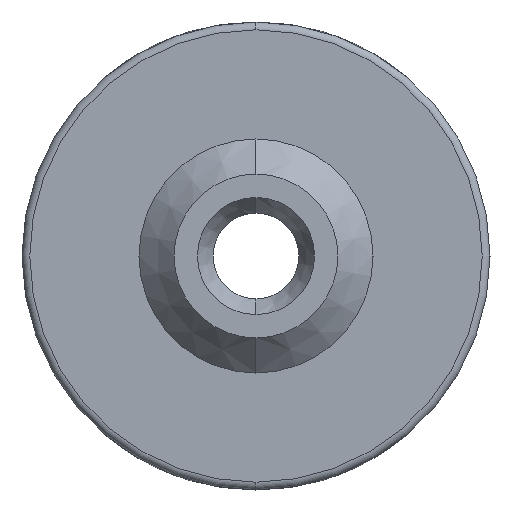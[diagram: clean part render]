
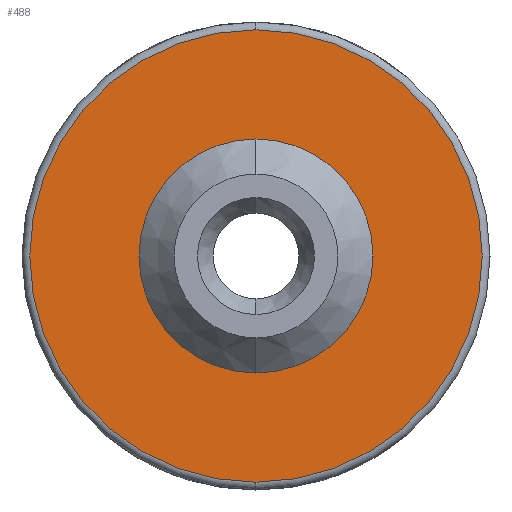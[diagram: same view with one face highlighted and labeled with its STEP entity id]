
A CAD part, left-side view. The second image highlights one B-rep face of the part: STEP entity #488.
In plain terms, the highlighted planar face has unit normal (-1, 0, 0).
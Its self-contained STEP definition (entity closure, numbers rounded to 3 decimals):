
#57 = ORIENTED_EDGE ( 'NONE', *, *, #156, .F. ) ;
#72 = DIRECTION ( 'NONE',  ( 0., 0., 1. ) ) ;
#100 = CIRCLE ( 'NONE', #297, 2.6 ) ;
#119 = DIRECTION ( 'NONE',  ( 0., 0., 1. ) ) ;
#120 = VERTEX_POINT ( 'NONE', #252 ) ;
#156 = EDGE_CURVE ( 'NONE', #904, #120, #625, .T. ) ;
#164 = ORIENTED_EDGE ( 'NONE', *, *, #392, .T. ) ;
#177 = EDGE_CURVE ( 'NONE', #291, #825, #196, .T. ) ;
#184 = CARTESIAN_POINT ( 'NONE',  ( -24., 0., -2.6 ) ) ;
#196 = CIRCLE ( 'NONE', #901, 5.8 ) ;
#198 = DIRECTION ( 'NONE',  ( -1., 0., 0. ) ) ;
#206 = CARTESIAN_POINT ( 'NONE',  ( -24., 0., 5.8 ) ) ;
#222 = DIRECTION ( 'NONE',  ( -1., 0., 0. ) ) ;
#228 = CARTESIAN_POINT ( 'NONE',  ( -24., 0., 0. ) ) ;
#235 = CIRCLE ( 'NONE', #851, 5.8 ) ;
#252 = CARTESIAN_POINT ( 'NONE',  ( -24., 0., 2.6 ) ) ;
#291 = VERTEX_POINT ( 'NONE', #206 ) ;
#297 = AXIS2_PLACEMENT_3D ( 'NONE', #794, #198, #119 ) ;
#329 = CARTESIAN_POINT ( 'NONE',  ( -24., 0., -5.8 ) ) ;
#392 = EDGE_CURVE ( 'NONE', #825, #291, #235, .T. ) ;
#442 = EDGE_LOOP ( 'NONE', ( #1055, #164 ) ) ;
#488 = ADVANCED_FACE ( 'NONE', ( #723, #561 ), #603, .F. ) ;
#529 = DIRECTION ( 'NONE',  ( 0., 0., 1. ) ) ;
#561 = FACE_OUTER_BOUND ( 'NONE', #442, .T. ) ;
#603 = PLANE ( 'NONE',  #819 ) ;
#625 = CIRCLE ( 'NONE', #1077, 2.6 ) ;
#669 = DIRECTION ( 'NONE',  ( 1., 0., 0. ) ) ;
#703 = CARTESIAN_POINT ( 'NONE',  ( -24., 0., -5.8 ) ) ;
#723 = FACE_BOUND ( 'NONE', #725, .T. ) ;
#725 = EDGE_LOOP ( 'NONE', ( #728, #57 ) ) ;
#728 = ORIENTED_EDGE ( 'NONE', *, *, #1011, .F. ) ;
#744 = DIRECTION ( 'NONE',  ( 0., 0., 1. ) ) ;
#765 = DIRECTION ( 'NONE',  ( 0., 0., -1. ) ) ;
#794 = CARTESIAN_POINT ( 'NONE',  ( -24., 0., 0. ) ) ;
#819 = AXIS2_PLACEMENT_3D ( 'NONE', #329, #669, #765 ) ;
#825 = VERTEX_POINT ( 'NONE', #703 ) ;
#851 = AXIS2_PLACEMENT_3D ( 'NONE', #228, #222, #744 ) ;
#854 = DIRECTION ( 'NONE',  ( -1., 0., 0. ) ) ;
#901 = AXIS2_PLACEMENT_3D ( 'NONE', #920, #854, #529 ) ;
#904 = VERTEX_POINT ( 'NONE', #184 ) ;
#912 = CARTESIAN_POINT ( 'NONE',  ( -24., 0., 0. ) ) ;
#920 = CARTESIAN_POINT ( 'NONE',  ( -24., 0., 0. ) ) ;
#929 = DIRECTION ( 'NONE',  ( -1., 0., 0. ) ) ;
#1011 = EDGE_CURVE ( 'NONE', #120, #904, #100, .T. ) ;
#1055 = ORIENTED_EDGE ( 'NONE', *, *, #177, .T. ) ;
#1077 = AXIS2_PLACEMENT_3D ( 'NONE', #912, #929, #72 ) ;
